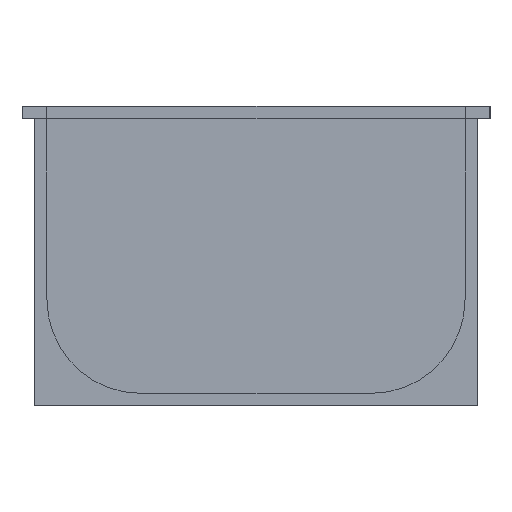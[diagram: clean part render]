
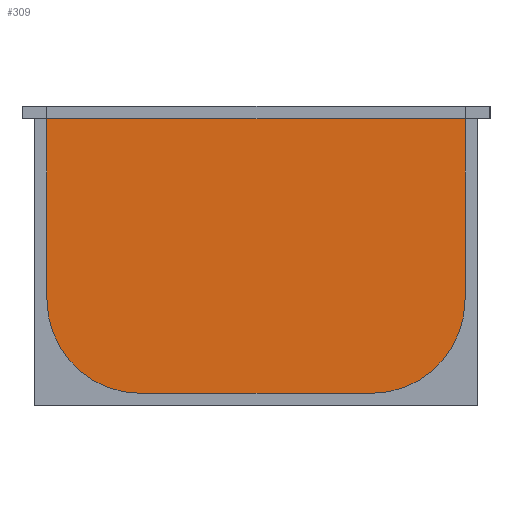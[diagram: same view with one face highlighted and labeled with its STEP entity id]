
A CAD part, left-side view. The second image highlights one B-rep face of the part: STEP entity #309.
In plain terms, the highlighted planar face has unit normal (-1, 0, 0).
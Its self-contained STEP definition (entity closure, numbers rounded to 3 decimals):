
#309 = ADVANCED_FACE( '', ( #412 ), #413, .F. );
#412 = FACE_OUTER_BOUND( '', #531, .T. );
#413 = PLANE( '', #532 );
#531 = EDGE_LOOP( '', ( #903, #904, #905, #906, #907, #908 ) );
#532 = AXIS2_PLACEMENT_3D( '', #909, #910, #911 );
#903 = ORIENTED_EDGE( '', *, *, #1138, .F. );
#904 = ORIENTED_EDGE( '', *, *, #1141, .F. );
#905 = ORIENTED_EDGE( '', *, *, #1142, .F. );
#906 = ORIENTED_EDGE( '', *, *, #1143, .F. );
#907 = ORIENTED_EDGE( '', *, *, #1144, .F. );
#908 = ORIENTED_EDGE( '', *, *, #1145, .T. );
#909 = CARTESIAN_POINT( '', ( -202., 0., -48. ) );
#910 = DIRECTION( '', ( 1., 0., 0. ) );
#911 = DIRECTION( '', ( 0., 1., 0. ) );
#1138 = EDGE_CURVE( '', #1354, #1356, #1357, .T. );
#1141 = EDGE_CURVE( '', #1361, #1354, #1362, .T. );
#1142 = EDGE_CURVE( '', #1363, #1361, #1364, .T. );
#1143 = EDGE_CURVE( '', #1365, #1363, #1366, .T. );
#1144 = EDGE_CURVE( '', #1367, #1365, #1368, .T. );
#1145 = EDGE_CURVE( '', #1367, #1356, #1369, .T. );
#1354 = VERTEX_POINT( '', #1694 );
#1356 = VERTEX_POINT( '', #1697 );
#1357 = LINE( '', #1698, #1699 );
#1361 = VERTEX_POINT( '', #1705 );
#1362 = CIRCLE( '', #1706, 15. );
#1363 = VERTEX_POINT( '', #1707 );
#1364 = LINE( '', #1708, #1709 );
#1365 = VERTEX_POINT( '', #1710 );
#1366 = CIRCLE( '', #1711, 15. );
#1367 = VERTEX_POINT( '', #1712 );
#1368 = LINE( '', #1713, #1714 );
#1369 = LINE( '', #1715, #1716 );
#1694 = CARTESIAN_POINT( '', ( -202., 33.5, -31. ) );
#1697 = CARTESIAN_POINT( '', ( -202., 33.5, -2. ) );
#1698 = CARTESIAN_POINT( '', ( -202., 33.5, -48. ) );
#1699 = VECTOR( '', #1915, 1000. );
#1705 = CARTESIAN_POINT( '', ( -202., 18.5, -46. ) );
#1706 = AXIS2_PLACEMENT_3D( '', #1918, #1919, #1920 );
#1707 = CARTESIAN_POINT( '', ( -202., -18.5, -46. ) );
#1708 = CARTESIAN_POINT( '', ( -202., 0., -46. ) );
#1709 = VECTOR( '', #1921, 1000. );
#1710 = CARTESIAN_POINT( '', ( -202., -33.5, -31. ) );
#1711 = AXIS2_PLACEMENT_3D( '', #1922, #1923, #1924 );
#1712 = CARTESIAN_POINT( '', ( -202., -33.5, -2. ) );
#1713 = CARTESIAN_POINT( '', ( -202., -33.5, -48. ) );
#1714 = VECTOR( '', #1925, 1000. );
#1715 = CARTESIAN_POINT( '', ( -202., -35.5, -2. ) );
#1716 = VECTOR( '', #1926, 1000. );
#1915 = DIRECTION( '', ( 0., 0., 1. ) );
#1918 = CARTESIAN_POINT( '', ( -202., 18.5, -31. ) );
#1919 = DIRECTION( '', ( 1., 0., 0. ) );
#1920 = DIRECTION( '', ( 0., 0., -1. ) );
#1921 = DIRECTION( '', ( 0., 1., 0. ) );
#1922 = CARTESIAN_POINT( '', ( -202., -18.5, -31. ) );
#1923 = DIRECTION( '', ( 1., 0., 0. ) );
#1924 = DIRECTION( '', ( 0., 0., -1. ) );
#1925 = DIRECTION( '', ( 0., 0., -1. ) );
#1926 = DIRECTION( '', ( 0., 1., 0. ) );
